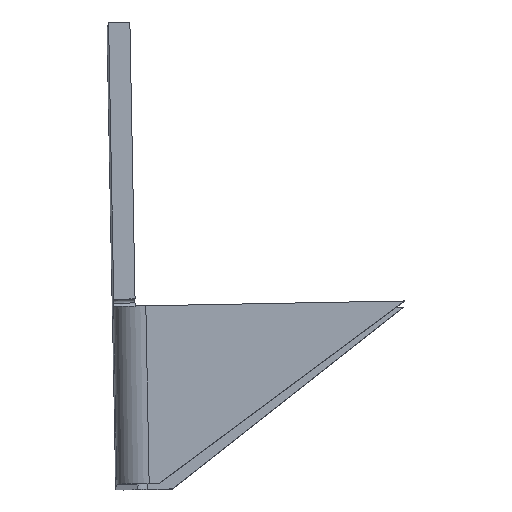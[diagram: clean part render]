
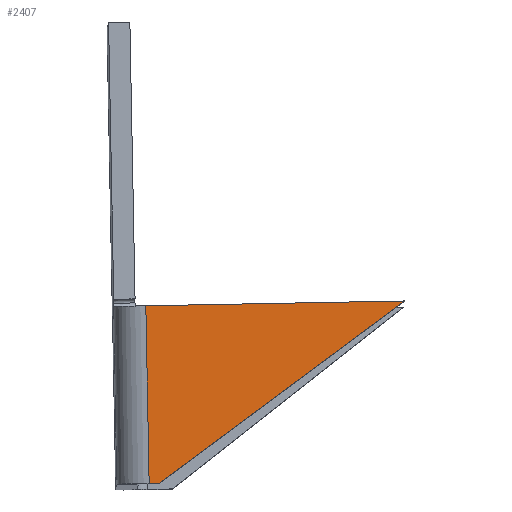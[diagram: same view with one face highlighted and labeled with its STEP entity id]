
A CAD part, front view. The second image highlights one B-rep face of the part: STEP entity #2407.
In plain terms, the highlighted planar face has unit normal (0.004, -1, 0.015).
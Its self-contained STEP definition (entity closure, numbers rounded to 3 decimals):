
#2035 = CYLINDRICAL_SURFACE('',#2036,4.5);
#2036 = AXIS2_PLACEMENT_3D('',#2037,#2038,#2039);
#2037 = CARTESIAN_POINT('',(-0.923,-25.428,
    5.174));
#2038 = DIRECTION('',(0.019,-0.015,
    -1.));
#2039 = DIRECTION('',(0.004,-1.,
    0.015));
#2252 = VERTEX_POINT('',#2253);
#2253 = CARTESIAN_POINT('',(-0.907,-29.928,
    5.242));
#2267 = PLANE('',#2268);
#2268 = AXIS2_PLACEMENT_3D('',#2269,#2270,#2271);
#2269 = CARTESIAN_POINT('',(17.334,-28.356,
    5.559));
#2270 = DIRECTION('',(-0.019,0.015,
    1.));
#2271 = DIRECTION('',(-1.,-0.004,
    -0.019));
#2330 = EDGE_CURVE('',#2252,#2331,#2333,.T.);
#2331 = VERTEX_POINT('',#2332);
#2332 = CARTESIAN_POINT('',(35.587,-29.783,
    5.921));
#2333 = SURFACE_CURVE('',#2334,(#2338,#2345),.PCURVE_S1.);
#2334 = LINE('',#2335,#2336);
#2335 = CARTESIAN_POINT('',(-0.907,-29.928,
    5.242));
#2336 = VECTOR('',#2337,1.);
#2337 = DIRECTION('',(1.,0.004,
    0.019));
#2338 = PCURVE('',#2267,#2339);
#2339 = DEFINITIONAL_REPRESENTATION('',(#2340),#2344);
#2340 = LINE('',#2341,#2342);
#2341 = CARTESIAN_POINT('',(18.25,1.5));
#2342 = VECTOR('',#2343,1.);
#2343 = DIRECTION('',(-1.,0.));
#2344 = ( GEOMETRIC_REPRESENTATION_CONTEXT(2) 
PARAMETRIC_REPRESENTATION_CONTEXT() REPRESENTATION_CONTEXT('2D SPACE',''
  ) );
#2345 = PCURVE('',#2346,#2351);
#2346 = PLANE('',#2347);
#2347 = AXIS2_PLACEMENT_3D('',#2348,#2349,#2350);
#2348 = CARTESIAN_POINT('',(-5.228,-30.089,
    -4.395));
#2349 = DIRECTION('',(0.004,-1.,
    0.015));
#2350 = DIRECTION('',(0.019,-0.015,
    -1.));
#2351 = DEFINITIONAL_REPRESENTATION('',(#2352),#2356);
#2352 = LINE('',#2353,#2354);
#2353 = CARTESIAN_POINT('',(-9.556,4.5));
#2354 = VECTOR('',#2355,1.);
#2355 = DIRECTION('',(0.,1.));
#2356 = ( GEOMETRIC_REPRESENTATION_CONTEXT(2) 
PARAMETRIC_REPRESENTATION_CONTEXT() REPRESENTATION_CONTEXT('2D SPACE',''
  ) );
#2396 = PLANE('',#2397);
#2397 = AXIS2_PLACEMENT_3D('',#2398,#2399,#2400);
#2398 = CARTESIAN_POINT('',(18.318,-28.54,
    -6.923));
#2399 = DIRECTION('',(0.596,-0.01,-0.803
    ));
#2400 = DIRECTION('',(0.803,0.012,0.596)
  );
#2407 = ADVANCED_FACE('',(#2408),#2346,.T.);
#2408 = FACE_BOUND('',#2409,.F.);
#2409 = EDGE_LOOP('',(#2410,#2440,#2483,#2484));
#2410 = ORIENTED_EDGE('',*,*,#2411,.T.);
#2411 = EDGE_CURVE('',#2412,#2414,#2416,.T.);
#2412 = VERTEX_POINT('',#2413);
#2413 = CARTESIAN_POINT('',(1.06,-30.297,
    -19.723));
#2414 = VERTEX_POINT('',#2415);
#2415 = CARTESIAN_POINT('',(-0.44,-30.303,
    -19.751));
#2416 = SURFACE_CURVE('',#2417,(#2421,#2428),.PCURVE_S1.);
#2417 = LINE('',#2418,#2419);
#2418 = CARTESIAN_POINT('',(1.06,-30.297,
    -19.723));
#2419 = VECTOR('',#2420,1.);
#2420 = DIRECTION('',(-1.,-0.004,
    -0.019));
#2421 = PCURVE('',#2346,#2422);
#2422 = DEFINITIONAL_REPRESENTATION('',(#2423),#2427);
#2423 = LINE('',#2424,#2425);
#2424 = CARTESIAN_POINT('',(15.444,6.));
#2425 = VECTOR('',#2426,1.);
#2426 = DIRECTION('',(0.,-1.));
#2427 = ( GEOMETRIC_REPRESENTATION_CONTEXT(2) 
PARAMETRIC_REPRESENTATION_CONTEXT() REPRESENTATION_CONTEXT('2D SPACE',''
  ) );
#2428 = PCURVE('',#2429,#2434);
#2429 = PLANE('',#2430);
#2430 = AXIS2_PLACEMENT_3D('',#2431,#2432,#2433);
#2431 = CARTESIAN_POINT('',(0.304,-28.801,
    -19.76));
#2432 = DIRECTION('',(0.019,-0.015,
    -1.));
#2433 = DIRECTION('',(1.,0.004,
    0.019));
#2434 = DEFINITIONAL_REPRESENTATION('',(#2435),#2439);
#2435 = LINE('',#2436,#2437);
#2436 = CARTESIAN_POINT('',(0.75,1.5));
#2437 = VECTOR('',#2438,1.);
#2438 = DIRECTION('',(-1.,0.));
#2439 = ( GEOMETRIC_REPRESENTATION_CONTEXT(2) 
PARAMETRIC_REPRESENTATION_CONTEXT() REPRESENTATION_CONTEXT('2D SPACE',''
  ) );
#2440 = ORIENTED_EDGE('',*,*,#2441,.F.);
#2441 = EDGE_CURVE('',#2252,#2414,#2442,.T.);
#2442 = SURFACE_CURVE('',#2443,(#2447,#2454),.PCURVE_S1.);
#2443 = LINE('',#2444,#2445);
#2444 = CARTESIAN_POINT('',(-0.907,-29.928,
    5.242));
#2445 = VECTOR('',#2446,1.);
#2446 = DIRECTION('',(0.019,-0.015,
    -1.));
#2447 = PCURVE('',#2346,#2448);
#2448 = DEFINITIONAL_REPRESENTATION('',(#2449),#2453);
#2449 = LINE('',#2450,#2451);
#2450 = CARTESIAN_POINT('',(-9.556,4.5));
#2451 = VECTOR('',#2452,1.);
#2452 = DIRECTION('',(1.,0.));
#2453 = ( GEOMETRIC_REPRESENTATION_CONTEXT(2) 
PARAMETRIC_REPRESENTATION_CONTEXT() REPRESENTATION_CONTEXT('2D SPACE',''
  ) );
#2454 = PCURVE('',#2035,#2455);
#2455 = DEFINITIONAL_REPRESENTATION('',(#2456),#2482);
#2456 = B_SPLINE_CURVE_WITH_KNOTS('',3,(#2457,#2458,#2459,#2460,#2461,
    #2462,#2463,#2464,#2465,#2466,#2467,#2468,#2469,#2470,#2471,#2472,
    #2473,#2474,#2475,#2476,#2477,#2478,#2479,#2480,#2481),
  .UNSPECIFIED.,.F.,.F.,(4,1,1,1,1,1,1,1,1,1,1,1,1,1,1,1,1,1,1,1,1,1,4),
  (0.,1.136,2.273,3.409,4.545,
    5.682,6.818,7.955,9.091,
    10.227,11.364,12.5,13.636,14.773
    ,15.909,17.045,18.182,19.318,
    20.455,21.591,22.727,23.864,25.)
  ,.QUASI_UNIFORM_KNOTS.);
#2457 = CARTESIAN_POINT('',(0.,0.));
#2458 = CARTESIAN_POINT('',(0.,0.379));
#2459 = CARTESIAN_POINT('',(0.,1.136));
#2460 = CARTESIAN_POINT('',(0.,2.273));
#2461 = CARTESIAN_POINT('',(0.,3.409));
#2462 = CARTESIAN_POINT('',(0.,4.545));
#2463 = CARTESIAN_POINT('',(0.,5.682));
#2464 = CARTESIAN_POINT('',(0.,6.818));
#2465 = CARTESIAN_POINT('',(0.,7.955));
#2466 = CARTESIAN_POINT('',(0.,9.091));
#2467 = CARTESIAN_POINT('',(0.,10.227));
#2468 = CARTESIAN_POINT('',(0.,11.364));
#2469 = CARTESIAN_POINT('',(0.,12.5));
#2470 = CARTESIAN_POINT('',(0.,13.636));
#2471 = CARTESIAN_POINT('',(0.,14.773));
#2472 = CARTESIAN_POINT('',(0.,15.909));
#2473 = CARTESIAN_POINT('',(0.,17.045));
#2474 = CARTESIAN_POINT('',(0.,18.182));
#2475 = CARTESIAN_POINT('',(0.,19.318));
#2476 = CARTESIAN_POINT('',(0.,20.455));
#2477 = CARTESIAN_POINT('',(0.,21.591));
#2478 = CARTESIAN_POINT('',(0.,22.727));
#2479 = CARTESIAN_POINT('',(0.,23.864));
#2480 = CARTESIAN_POINT('',(0.,24.621));
#2481 = CARTESIAN_POINT('',(0.,25.));
#2482 = ( GEOMETRIC_REPRESENTATION_CONTEXT(2) 
PARAMETRIC_REPRESENTATION_CONTEXT() REPRESENTATION_CONTEXT('2D SPACE',''
  ) );
#2483 = ORIENTED_EDGE('',*,*,#2330,.T.);
#2484 = ORIENTED_EDGE('',*,*,#2485,.T.);
#2485 = EDGE_CURVE('',#2331,#2412,#2486,.T.);
#2486 = SURFACE_CURVE('',#2487,(#2491,#2498),.PCURVE_S1.);
#2487 = LINE('',#2488,#2489);
#2488 = CARTESIAN_POINT('',(35.587,-29.783,
    5.921));
#2489 = VECTOR('',#2490,1.);
#2490 = DIRECTION('',(-0.803,-0.012,
    -0.596));
#2491 = PCURVE('',#2346,#2492);
#2492 = DEFINITIONAL_REPRESENTATION('',(#2493),#2497);
#2493 = LINE('',#2494,#2495);
#2494 = CARTESIAN_POINT('',(-9.556,41.));
#2495 = VECTOR('',#2496,1.);
#2496 = DIRECTION('',(0.581,-0.814));
#2497 = ( GEOMETRIC_REPRESENTATION_CONTEXT(2) 
PARAMETRIC_REPRESENTATION_CONTEXT() REPRESENTATION_CONTEXT('2D SPACE',''
  ) );
#2498 = PCURVE('',#2396,#2499);
#2499 = DEFINITIONAL_REPRESENTATION('',(#2500),#2504);
#2500 = LINE('',#2501,#2502);
#2501 = CARTESIAN_POINT('',(21.506,1.5));
#2502 = VECTOR('',#2503,1.);
#2503 = DIRECTION('',(-1.,0.));
#2504 = ( GEOMETRIC_REPRESENTATION_CONTEXT(2) 
PARAMETRIC_REPRESENTATION_CONTEXT() REPRESENTATION_CONTEXT('2D SPACE',''
  ) );
